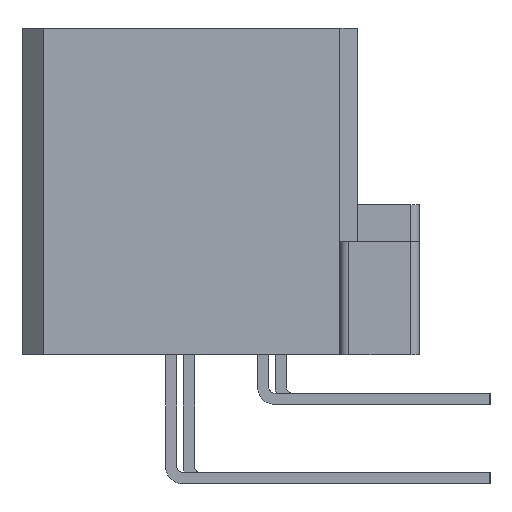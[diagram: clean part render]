
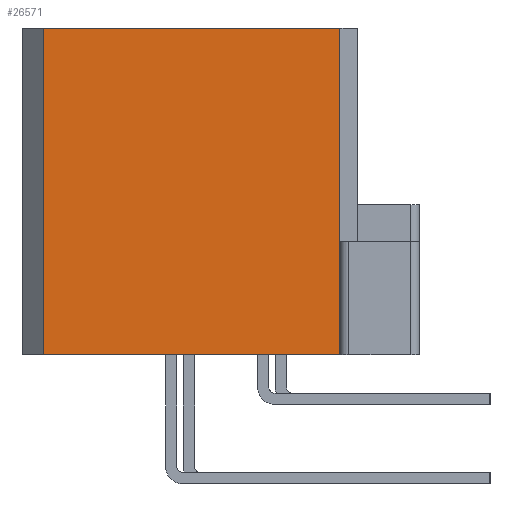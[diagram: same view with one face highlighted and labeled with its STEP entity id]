
A CAD part, left-side view. The second image highlights one B-rep face of the part: STEP entity #26571.
In plain terms, the highlighted planar face has unit normal (-1, 0, 0).
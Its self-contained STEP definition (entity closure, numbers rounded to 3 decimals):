
#212=DIRECTION('',(0.,-1.,0.));
#213=VECTOR('',#212,16.8);
#214=CARTESIAN_POINT('',(-57.751,7.8,0.));
#215=LINE('',#214,#213);
#1007=DIRECTION('',(0.,-1.,0.));
#1008=VECTOR('',#1007,16.8);
#1009=CARTESIAN_POINT('',(-57.751,7.8,-18.5));
#1010=LINE('',#1009,#1008);
#2154=DIRECTION('',(0.,-1.,0.));
#2155=VECTOR('',#2154,1.5);
#2156=CARTESIAN_POINT('',(-57.751,-9.,-15.3));
#2157=LINE('',#2156,#2155);
#2294=DIRECTION('',(0.,-1.,0.));
#2295=VECTOR('',#2294,1.5);
#2296=CARTESIAN_POINT('',(-57.751,-9.,-12.1));
#2297=LINE('',#2296,#2295);
#3983=DIRECTION('',(0.,0.,-1.));
#3984=VECTOR('',#3983,12.1);
#3985=CARTESIAN_POINT('',(-57.751,-9.,0.));
#3986=LINE('',#3985,#3984);
#3991=DIRECTION('',(0.,0.,-1.));
#3992=VECTOR('',#3991,18.5);
#3993=CARTESIAN_POINT('',(-57.751,7.8,0.));
#3994=LINE('',#3993,#3992);
#3995=DIRECTION('',(0.,0.,-1.));
#3996=VECTOR('',#3995,3.2);
#3997=CARTESIAN_POINT('',(-57.751,-10.5,-12.1));
#3998=LINE('',#3997,#3996);
#3999=DIRECTION('',(0.,0.,1.));
#4000=VECTOR('',#3999,3.2);
#4001=CARTESIAN_POINT('',(-57.751,-9.,-18.5));
#4002=LINE('',#4001,#4000);
#20862=CARTESIAN_POINT('',(-57.751,-10.5,-12.1));
#20863=VERTEX_POINT('',#20862);
#20864=CARTESIAN_POINT('',(-57.751,-9.,-12.1));
#20865=VERTEX_POINT('',#20864);
#20886=CARTESIAN_POINT('',(-57.751,-9.,-15.3));
#20887=VERTEX_POINT('',#20886);
#20890=CARTESIAN_POINT('',(-57.751,-9.,-18.5));
#20891=VERTEX_POINT('',#20890);
#20906=CARTESIAN_POINT('',(-57.751,-10.5,-15.3));
#20907=VERTEX_POINT('',#20906);
#21188=CARTESIAN_POINT('',(-57.751,7.8,-18.5));
#21190=VERTEX_POINT('',#21188);
#21194=CARTESIAN_POINT('',(-57.751,7.8,0.));
#21195=VERTEX_POINT('',#21194);
#21894=CARTESIAN_POINT('',(-57.751,-9.,0.));
#21895=VERTEX_POINT('',#21894);
#26554=CARTESIAN_POINT('',(-57.751,9.,0.));
#26555=DIRECTION('',(-1.,0.,0.));
#26556=DIRECTION('',(0.,-1.,0.));
#26557=AXIS2_PLACEMENT_3D('',#26554,#26555,#26556);
#26558=PLANE('',#26557);
#26559=ORIENTED_EDGE('',*,*,#23588,.F.);
#26560=ORIENTED_EDGE('',*,*,#23243,.T.);
#26561=ORIENTED_EDGE('',*,*,#26544,.T.);
#26562=ORIENTED_EDGE('',*,*,#24650,.T.);
#26564=ORIENTED_EDGE('',*,*,#26563,.T.);
#26565=ORIENTED_EDGE('',*,*,#24499,.F.);
#26567=ORIENTED_EDGE('',*,*,#26566,.F.);
#26568=ORIENTED_EDGE('',*,*,#23683,.F.);
#26569=EDGE_LOOP('',(#26559,#26560,#26561,#26562,#26564,#26565,#26567,#26568));
#26570=FACE_OUTER_BOUND('',#26569,.F.);
#26571=ADVANCED_FACE('',(#26570),#26558,.T.);
#23243=EDGE_CURVE('',#21195,#21895,#215,.T.);
#23588=EDGE_CURVE('',#21195,#21190,#3994,.T.);
#23683=EDGE_CURVE('',#21190,#20891,#1010,.T.);
#24499=EDGE_CURVE('',#20887,#20907,#2157,.T.);
#24650=EDGE_CURVE('',#20865,#20863,#2297,.T.);
#26544=EDGE_CURVE('',#21895,#20865,#3986,.T.);
#26563=EDGE_CURVE('',#20863,#20907,#3998,.T.);
#26566=EDGE_CURVE('',#20891,#20887,#4002,.T.);
